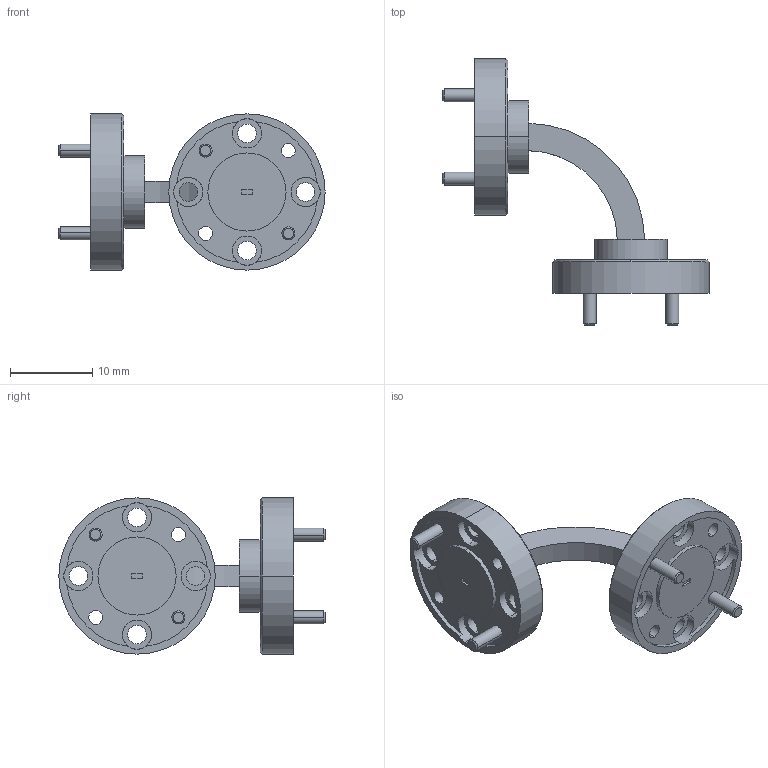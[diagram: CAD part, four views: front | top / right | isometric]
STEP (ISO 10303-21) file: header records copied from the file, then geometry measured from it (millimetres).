
FILE_DESCRIPTION (( 'STEP AP203' ), '1' );
FILE_NAME ('SWB-05090-HB.STEP', '2021-10-20T00:21:36', ( '' ), ( '' ), 'SwSTEP 2.0', 'SolidWorks 2021', '' );
FILE_SCHEMA (( 'CONFIG_CONTROL_DESIGN' ));
Length unit declared in the file: inch
Products named in the file (1): SWB-05090-HB
Bounding box: 32.45 x 32.45 x 19.05 mm (x, y, z)
Volume: 2468.5 mm3; surface area: 2369.8 mm2
Topology: 1 solids, 1 shells, 136 faces, 338 edges, 222 vertices
Faces by surface type: cylinder 78, plane 38, cone 20
Entity records: 4271 total; most frequent: DIRECTION 814, CARTESIAN_POINT 697, ORIENTED_EDGE 676, AXIS2_PLACEMENT_3D 339, EDGE_CURVE 338, VERTEX_POINT 222, CIRCLE 202, EDGE_LOOP 178
